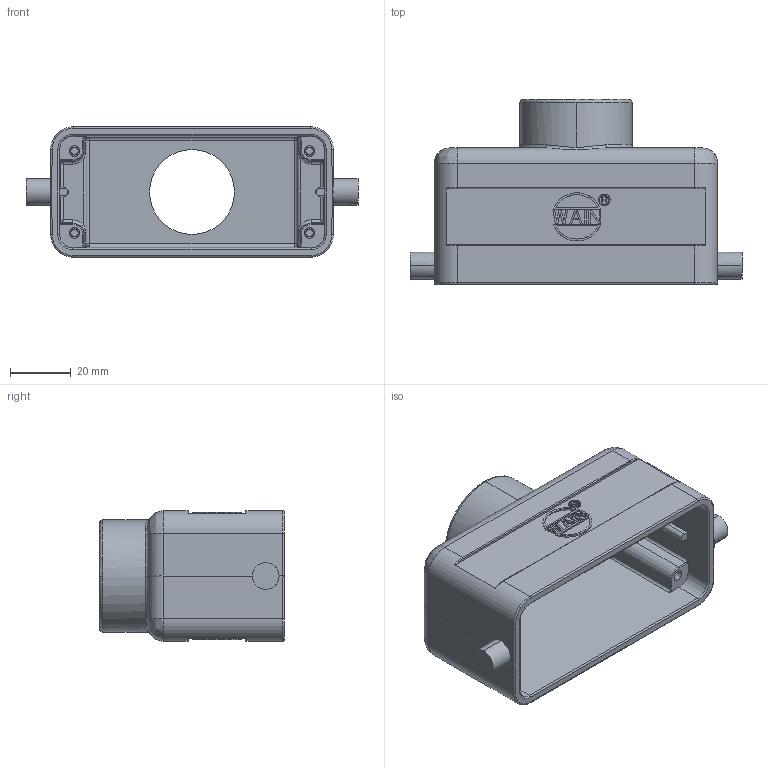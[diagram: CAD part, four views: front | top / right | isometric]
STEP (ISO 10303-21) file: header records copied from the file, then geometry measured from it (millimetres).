
FILE_DESCRIPTION((''),'2;1');
FILE_NAME('3D_1110164151003_H16B-TE-2B-M25','2019-09-11T',('sh.ye'),(''),'PRO/ENGINEER BY PARAMETRIC TECHNOLOGY CORPORATION, 2015240','PRO/ENGINEER BY PARAMETRIC TECHNOLOGY CORPORATION, 2015240','');
FILE_SCHEMA(('AUTOMOTIVE_DESIGN { 1 0 10303 214 1 1 1 1 }'));
Length unit declared in the file: millimetre
Products named in the file (1): 3D_1110164151003_H16B-TE-2B-M25
Bounding box: 109.5 x 61 x 43 mm (x, y, z)
Volume: 54920.7 mm3; surface area: 32492 mm2
Topology: 1 solids, 1 shells, 404 faces, 994 edges, 622 vertices
Faces by surface type: plane 218, cylinder 72, torus 38, cone 36, bspline 26, extrusion 8, sphere 6
Entity records: 13514 total; most frequent: CARTESIAN_POINT 3888, ORIENTED_EDGE 1976, DIRECTION 1880, EDGE_CURVE 988, VECTOR 644, LINE 636, VERTEX_POINT 622, AXIS2_PLACEMENT_3D 618
